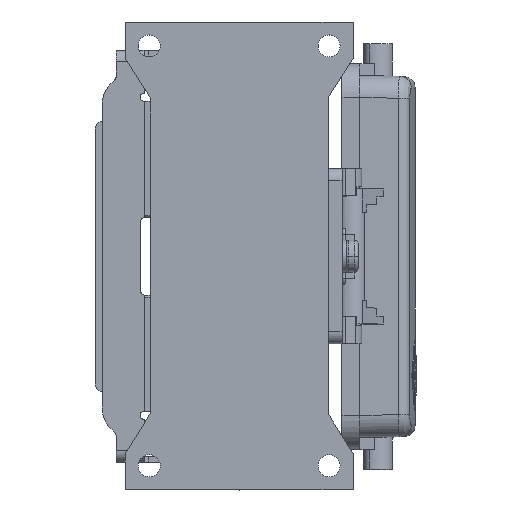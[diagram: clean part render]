
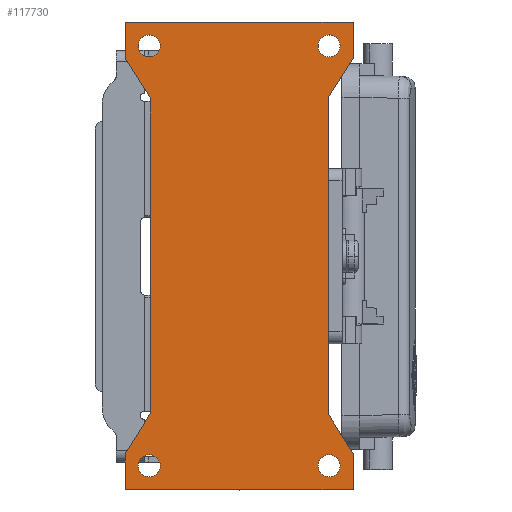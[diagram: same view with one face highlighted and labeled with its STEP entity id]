
A CAD part, top view. The second image highlights one B-rep face of the part: STEP entity #117730.
In plain terms, the highlighted face is planar.
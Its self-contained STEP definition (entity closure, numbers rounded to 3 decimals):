
#115970=CARTESIAN_POINT('',(-49.75,-22.5,-68.));
#115980=VERTEX_POINT('',#115970);
#116010=CARTESIAN_POINT('',(-52.5,-22.5,-68.));
#116020=DIRECTION('',(0.,0.,1.));
#116030=DIRECTION('',(-1.,0.,0.));
#116040=AXIS2_PLACEMENT_3D('',#116010,#116020,#116030);
#116050=CIRCLE('',#116040,2.75);
#116060=CARTESIAN_POINT('',(-55.25,-22.5,-68.));
#116070=VERTEX_POINT('',#116060);
#116080=EDGE_CURVE('',#115980,#116070,#116050,.T.);
#116200=CARTESIAN_POINT('',(0.,0.,-68.));
#116210=DIRECTION('',(0.,0.,1.));
#116220=DIRECTION('',(1.,0.,0.));
#116230=AXIS2_PLACEMENT_3D('',#116200,#116210,#116220);
#116240=PLANE('',#116230);
#116250=CARTESIAN_POINT('',(-49.5,-28.5,-68.));
#116260=DIRECTION('',(-1.,0.,0.));
#116270=VECTOR('',#116260,9.);
#116280=LINE('',#116250,#116270);
#116290=CARTESIAN_POINT('',(-49.5,-28.5,-68.));
#116300=VERTEX_POINT('',#116290);
#116310=CARTESIAN_POINT('',(-58.5,-28.5,-68.));
#116320=VERTEX_POINT('',#116310);
#116330=EDGE_CURVE('',#116300,#116320,#116280,.T.);
#116340=ORIENTED_EDGE('',*,*,#116330,.T.);
#116350=CARTESIAN_POINT('',(-39.5,-22.25,-68.));
#116360=DIRECTION('',(-0.848,-0.53,0.));
#116370=VECTOR('',#116360,11.792);
#116380=LINE('',#116350,#116370);
#116390=CARTESIAN_POINT('',(-39.5,-22.25,-68.));
#116400=VERTEX_POINT('',#116390);
#116410=EDGE_CURVE('',#116400,#116300,#116380,.T.);
#116420=ORIENTED_EDGE('',*,*,#116410,.T.);
#116430=CARTESIAN_POINT('',(39.5,-22.25,-68.));
#116440=DIRECTION('',(-1.,0.,0.));
#116450=VECTOR('',#116440,79.);
#116460=LINE('',#116430,#116450);
#116470=CARTESIAN_POINT('',(39.5,-22.25,-68.));
#116480=VERTEX_POINT('',#116470);
#116490=EDGE_CURVE('',#116480,#116400,#116460,.T.);
#116500=ORIENTED_EDGE('',*,*,#116490,.T.);
#116510=CARTESIAN_POINT('',(49.5,-28.5,-68.));
#116520=DIRECTION('',(-0.848,0.53,0.));
#116530=VECTOR('',#116520,11.792);
#116540=LINE('',#116510,#116530);
#116550=CARTESIAN_POINT('',(49.5,-28.5,-68.));
#116560=VERTEX_POINT('',#116550);
#116570=EDGE_CURVE('',#116560,#116480,#116540,.T.);
#116580=ORIENTED_EDGE('',*,*,#116570,.T.);
#116590=CARTESIAN_POINT('',(58.5,-28.5,-68.));
#116600=DIRECTION('',(-1.,0.,0.));
#116610=VECTOR('',#116600,9.);
#116620=LINE('',#116590,#116610);
#116630=CARTESIAN_POINT('',(58.5,-28.5,-68.));
#116640=VERTEX_POINT('',#116630);
#116650=EDGE_CURVE('',#116640,#116560,#116620,.T.);
#116660=ORIENTED_EDGE('',*,*,#116650,.T.);
#116670=CARTESIAN_POINT('',(58.5,28.5,-68.));
#116680=DIRECTION('',(0.,-1.,0.));
#116690=VECTOR('',#116680,57.);
#116700=LINE('',#116670,#116690);
#116710=CARTESIAN_POINT('',(58.5,28.5,-68.));
#116720=VERTEX_POINT('',#116710);
#116730=EDGE_CURVE('',#116720,#116640,#116700,.T.);
#116740=ORIENTED_EDGE('',*,*,#116730,.T.);
#116750=CARTESIAN_POINT('',(49.5,28.5,-68.));
#116760=DIRECTION('',(1.,0.,0.));
#116770=VECTOR('',#116760,9.);
#116780=LINE('',#116750,#116770);
#116790=CARTESIAN_POINT('',(49.5,28.5,-68.));
#116800=VERTEX_POINT('',#116790);
#116810=EDGE_CURVE('',#116800,#116720,#116780,.T.);
#116820=ORIENTED_EDGE('',*,*,#116810,.T.);
#116830=CARTESIAN_POINT('',(39.5,22.25,-68.));
#116840=DIRECTION('',(0.848,0.53,0.));
#116850=VECTOR('',#116840,11.792);
#116860=LINE('',#116830,#116850);
#116870=CARTESIAN_POINT('',(39.5,22.25,-68.));
#116880=VERTEX_POINT('',#116870);
#116890=EDGE_CURVE('',#116880,#116800,#116860,.T.);
#116900=ORIENTED_EDGE('',*,*,#116890,.T.);
#116910=CARTESIAN_POINT('',(-39.5,22.25,-68.));
#116920=DIRECTION('',(1.,0.,0.));
#116930=VECTOR('',#116920,79.);
#116940=LINE('',#116910,#116930);
#116950=CARTESIAN_POINT('',(-39.5,22.25,-68.));
#116960=VERTEX_POINT('',#116950);
#116970=EDGE_CURVE('',#116960,#116880,#116940,.T.);
#116980=ORIENTED_EDGE('',*,*,#116970,.T.);
#116990=CARTESIAN_POINT('',(-49.5,28.5,-68.));
#117000=DIRECTION('',(0.848,-0.53,0.));
#117010=VECTOR('',#117000,11.792);
#117020=LINE('',#116990,#117010);
#117030=CARTESIAN_POINT('',(-49.5,28.5,-68.));
#117040=VERTEX_POINT('',#117030);
#117050=EDGE_CURVE('',#117040,#116960,#117020,.T.);
#117060=ORIENTED_EDGE('',*,*,#117050,.T.);
#117070=CARTESIAN_POINT('',(-58.5,28.5,-68.));
#117080=DIRECTION('',(1.,0.,0.));
#117090=VECTOR('',#117080,9.);
#117100=LINE('',#117070,#117090);
#117110=CARTESIAN_POINT('',(-58.5,28.5,-68.));
#117120=VERTEX_POINT('',#117110);
#117130=EDGE_CURVE('',#117120,#117040,#117100,.T.);
#117140=ORIENTED_EDGE('',*,*,#117130,.T.);
#117150=CARTESIAN_POINT('',(-58.5,-28.5,-68.));
#117160=DIRECTION('',(0.,1.,0.));
#117170=VECTOR('',#117160,57.);
#117180=LINE('',#117150,#117170);
#117190=EDGE_CURVE('',#116320,#117120,#117180,.T.);
#117200=ORIENTED_EDGE('',*,*,#117190,.T.);
#117210=EDGE_LOOP('',(#117200,#117140,#117060,#116980,#116900,#116820,
#116740,#116660,#116580,#116500,#116420,#116340));
#117220=FACE_OUTER_BOUND('',#117210,.T.);
#117230=CARTESIAN_POINT('',(52.5,-22.5,-68.));
#117240=DIRECTION('',(0.,0.,1.));
#117250=DIRECTION('',(-1.,0.,0.));
#117260=AXIS2_PLACEMENT_3D('',#117230,#117240,#117250);
#117270=CIRCLE('',#117260,2.75);
#117280=CARTESIAN_POINT('',(55.25,-22.5,-68.));
#117290=VERTEX_POINT('',#117280);
#117300=CARTESIAN_POINT('',(49.75,-22.5,-68.));
#117310=VERTEX_POINT('',#117300);
#117320=EDGE_CURVE('',#117290,#117310,#117270,.T.);
#117330=ORIENTED_EDGE('',*,*,#117320,.T.);
#117340=EDGE_CURVE('',#117310,#117290,#117270,.T.);
#117350=ORIENTED_EDGE('',*,*,#117340,.T.);
#117360=EDGE_LOOP('',(#117350,#117330));
#117370=FACE_BOUND('',#117360,.T.);
#117380=CARTESIAN_POINT('',(52.5,22.5,-68.));
#117390=DIRECTION('',(0.,0.,1.));
#117400=DIRECTION('',(-1.,0.,0.));
#117410=AXIS2_PLACEMENT_3D('',#117380,#117390,#117400);
#117420=CIRCLE('',#117410,2.75);
#117430=CARTESIAN_POINT('',(49.75,22.5,-68.));
#117440=VERTEX_POINT('',#117430);
#117450=CARTESIAN_POINT('',(55.25,22.5,-68.));
#117460=VERTEX_POINT('',#117450);
#117470=EDGE_CURVE('',#117440,#117460,#117420,.T.);
#117480=ORIENTED_EDGE('',*,*,#117470,.T.);
#117490=EDGE_CURVE('',#117460,#117440,#117420,.T.);
#117500=ORIENTED_EDGE('',*,*,#117490,.T.);
#117510=EDGE_LOOP('',(#117500,#117480));
#117520=FACE_BOUND('',#117510,.T.);
#117530=ORIENTED_EDGE('',*,*,#116080,.T.);
#117540=EDGE_CURVE('',#116070,#115980,#116050,.T.);
#117550=ORIENTED_EDGE('',*,*,#117540,.T.);
#117560=EDGE_LOOP('',(#117550,#117530));
#117570=FACE_BOUND('',#117560,.T.);
#117580=CARTESIAN_POINT('',(-52.5,22.5,-68.));
#117590=DIRECTION('',(0.,0.,1.));
#117600=DIRECTION('',(-1.,0.,0.));
#117610=AXIS2_PLACEMENT_3D('',#117580,#117590,#117600);
#117620=CIRCLE('',#117610,2.75);
#117630=CARTESIAN_POINT('',(-49.75,22.5,-68.));
#117640=VERTEX_POINT('',#117630);
#117650=CARTESIAN_POINT('',(-55.25,22.5,-68.));
#117660=VERTEX_POINT('',#117650);
#117670=EDGE_CURVE('',#117640,#117660,#117620,.T.);
#117680=ORIENTED_EDGE('',*,*,#117670,.T.);
#117690=EDGE_CURVE('',#117660,#117640,#117620,.T.);
#117700=ORIENTED_EDGE('',*,*,#117690,.T.);
#117710=EDGE_LOOP('',(#117700,#117680));
#117720=FACE_BOUND('',#117710,.T.);
#117730=ADVANCED_FACE('',(#117220,#117370,#117520,#117570,#117720),
#116240,.F.);
